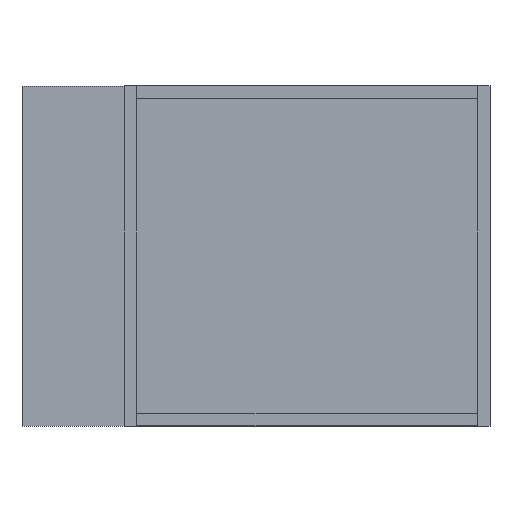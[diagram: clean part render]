
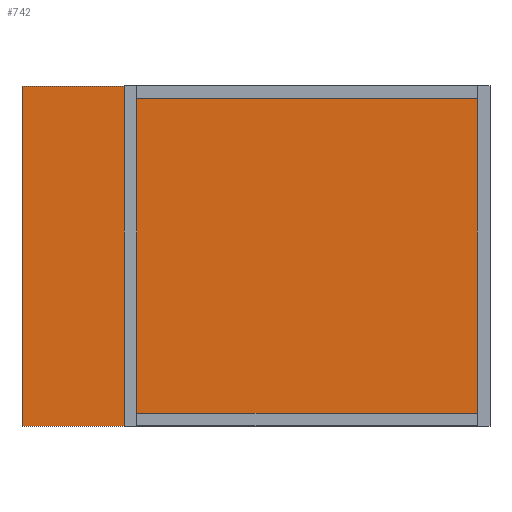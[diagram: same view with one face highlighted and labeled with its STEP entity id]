
A CAD part, top view. The second image highlights one B-rep face of the part: STEP entity #742.
In plain terms, the highlighted planar face has unit normal (0, 0, 1).
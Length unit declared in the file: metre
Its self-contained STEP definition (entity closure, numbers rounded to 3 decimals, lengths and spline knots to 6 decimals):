
#216=ORIENTED_EDGE('',*,*,#306,.F.);
#217=ORIENTED_EDGE('',*,*,#310,.T.);
#218=ORIENTED_EDGE('',*,*,#313,.T.);
#219=ORIENTED_EDGE('',*,*,#315,.F.);
#306=EDGE_CURVE('',#374,#375,#454,.T.);
#310=EDGE_CURVE('',#374,#377,#458,.T.);
#313=EDGE_CURVE('',#377,#379,#461,.T.);
#315=EDGE_CURVE('',#375,#379,#463,.T.);
#374=VERTEX_POINT('',#1233);
#375=VERTEX_POINT('',#1235);
#377=VERTEX_POINT('',#1241);
#379=VERTEX_POINT('',#1247);
#454=LINE('',#1234,#538);
#458=LINE('',#1242,#542);
#461=LINE('',#1248,#545);
#463=LINE('',#1251,#547);
#538=VECTOR('',#1031,1.);
#542=VECTOR('',#1037,1.);
#545=VECTOR('',#1042,1.);
#547=VECTOR('',#1046,1.);
#604=EDGE_LOOP('',(#216,#217,#218,#219));
#662=FACE_BOUND('',#604,.T.);
#700=PLANE('',#855);
#742=ADVANCED_FACE('',(#662),#700,.T.);
#855=AXIS2_PLACEMENT_3D('',#1252,#1047,#1048);
#1031=DIRECTION('',(1.,0.,0.));
#1037=DIRECTION('',(0.,-1.,0.));
#1042=DIRECTION('',(1.,0.,0.));
#1046=DIRECTION('',(0.,-1.,0.));
#1047=DIRECTION('',(0.,0.,1.));
#1048=DIRECTION('',(1.,0.,0.));
#1233=CARTESIAN_POINT('',(-0.055,0.04,0.003));
#1234=CARTESIAN_POINT('',(0.,0.04,0.003));
#1235=CARTESIAN_POINT('',(0.055,0.04,0.003));
#1241=CARTESIAN_POINT('',(-0.055,-0.04,0.003));
#1242=CARTESIAN_POINT('',(-0.055,0.,0.003));
#1247=CARTESIAN_POINT('',(0.055,-0.04,0.003));
#1248=CARTESIAN_POINT('',(0.,-0.04,0.003));
#1251=CARTESIAN_POINT('',(0.055,0.,0.003));
#1252=CARTESIAN_POINT('',(0.,0.,0.003));
